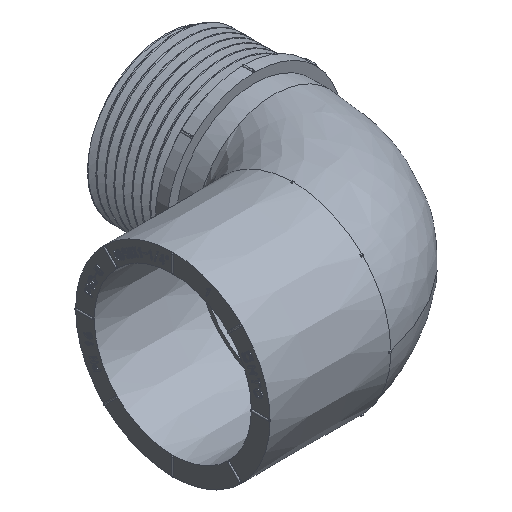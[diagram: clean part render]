
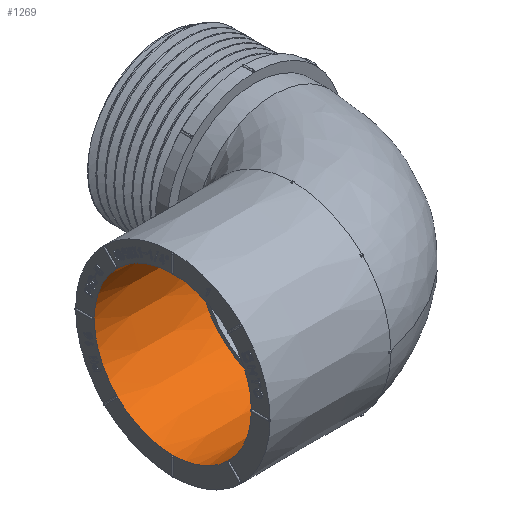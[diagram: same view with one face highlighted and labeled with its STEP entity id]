
A CAD part, isometric view. The second image highlights one B-rep face of the part: STEP entity #1269.
In plain terms, the highlighted conical face has half-angle 0.541 degrees and reference radius 19.95 mm.
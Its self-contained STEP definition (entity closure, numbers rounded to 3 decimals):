
#83=CONICAL_SURFACE('',#19726,19.95,0.541);
#1269=ADVANCED_FACE('',(#5597,#5598),#83,.F.);
#5377=CIRCLE('',#19617,20.2);
#5384=CIRCLE('',#19625,20.2);
#5389=CIRCLE('',#19631,20.2);
#5396=CIRCLE('',#19639,20.2);
#5406=CIRCLE('',#19650,20.2);
#5413=CIRCLE('',#19658,20.2);
#5418=CIRCLE('',#19664,20.2);
#5424=CIRCLE('',#19671,20.2);
#5459=CIRCLE('',#19725,19.95);
#5597=FACE_BOUND('',#5690,.T.);
#5598=FACE_BOUND('',#5691,.T.);
#5690=EDGE_LOOP('',(#7667,#7668,#7669,#7670,#7671,#7672,#7673,#7674));
#5691=EDGE_LOOP('',(#7675));
#7667=ORIENTED_EDGE('',*,*,#14844,.T.);
#7668=ORIENTED_EDGE('',*,*,#15458,.T.);
#7669=ORIENTED_EDGE('',*,*,#15472,.T.);
#7670=ORIENTED_EDGE('',*,*,#15464,.T.);
#7671=ORIENTED_EDGE('',*,*,#15362,.T.);
#7672=ORIENTED_EDGE('',*,*,#15329,.T.);
#7673=ORIENTED_EDGE('',*,*,#15163,.T.);
#7674=ORIENTED_EDGE('',*,*,#14990,.T.);
#7675=ORIENTED_EDGE('',*,*,#15619,.T.);
#12864=VERTEX_POINT('',#24901);
#12865=VERTEX_POINT('',#24903);
#13009=VERTEX_POINT('',#25830);
#13180=VERTEX_POINT('',#27142);
#13344=VERTEX_POINT('',#28229);
#13375=VERTEX_POINT('',#28412);
#13469=VERTEX_POINT('',#28988);
#13473=VERTEX_POINT('',#29000);
#13591=VERTEX_POINT('',#33678);
#14844=EDGE_CURVE('',#12865,#12864,#5377,.T.);
#14990=EDGE_CURVE('',#13009,#12865,#5384,.T.);
#15163=EDGE_CURVE('',#13180,#13009,#5389,.T.);
#15329=EDGE_CURVE('',#13344,#13180,#5396,.T.);
#15362=EDGE_CURVE('',#13375,#13344,#5406,.T.);
#15458=EDGE_CURVE('',#12864,#13469,#5413,.T.);
#15464=EDGE_CURVE('',#13473,#13375,#5418,.T.);
#15472=EDGE_CURVE('',#13469,#13473,#5424,.T.);
#15619=EDGE_CURVE('',#13591,#13591,#5459,.T.);
#19617=AXIS2_PLACEMENT_3D('',#24902,#20871,#20872);
#19625=AXIS2_PLACEMENT_3D('',#25829,#20890,#20891);
#19631=AXIS2_PLACEMENT_3D('',#27141,#20903,#20904);
#19639=AXIS2_PLACEMENT_3D('',#28228,#20922,#20923);
#19650=AXIS2_PLACEMENT_3D('',#28411,#20949,#20950);
#19658=AXIS2_PLACEMENT_3D('',#28989,#20968,#20969);
#19664=AXIS2_PLACEMENT_3D('',#28999,#20981,#20982);
#19671=AXIS2_PLACEMENT_3D('',#29013,#20997,#20998);
#19725=AXIS2_PLACEMENT_3D('',#33677,#21123,#21124);
#19726=AXIS2_PLACEMENT_3D('',#33679,#21125,#21126);
#20871=DIRECTION('',(-1.,0.,0.));
#20872=DIRECTION('',(0.,0.,1.));
#20890=DIRECTION('',(-1.,0.,0.));
#20891=DIRECTION('',(0.,0.,1.));
#20903=DIRECTION('',(-1.,0.,0.));
#20904=DIRECTION('',(0.,0.,1.));
#20922=DIRECTION('',(-1.,0.,0.));
#20923=DIRECTION('',(0.,0.,1.));
#20949=DIRECTION('',(-1.,0.,0.));
#20950=DIRECTION('',(0.,0.,1.));
#20968=DIRECTION('',(-1.,0.,0.));
#20969=DIRECTION('',(0.,0.,1.));
#20981=DIRECTION('',(-1.,0.,0.));
#20982=DIRECTION('',(0.,0.,1.));
#20997=DIRECTION('',(-1.,0.,0.));
#20998=DIRECTION('',(0.,0.,1.));
#21123=DIRECTION('',(1.,0.,0.));
#21124=DIRECTION('',(0.,0.,1.));
#21125=DIRECTION('',(-1.,0.,0.));
#21126=DIRECTION('',(0.,0.,1.));
#24901=CARTESIAN_POINT('',(-100.575,292.034,-318.259));
#24902=CARTESIAN_POINT('',(-100.575,277.75,-303.975));
#24903=CARTESIAN_POINT('',(-100.575,297.95,-303.975));
#25829=CARTESIAN_POINT('',(-100.575,277.75,-303.975));
#25830=CARTESIAN_POINT('',(-100.575,292.034,-289.691));
#27141=CARTESIAN_POINT('',(-100.575,277.75,-303.975));
#27142=CARTESIAN_POINT('',(-100.575,277.75,-283.775));
#28228=CARTESIAN_POINT('',(-100.575,277.75,-303.975));
#28229=CARTESIAN_POINT('',(-100.575,263.466,-289.691));
#28411=CARTESIAN_POINT('',(-100.575,277.75,-303.975));
#28412=CARTESIAN_POINT('',(-100.575,257.55,-303.975));
#28988=CARTESIAN_POINT('',(-100.575,277.75,-324.175));
#28989=CARTESIAN_POINT('',(-100.575,277.75,-303.975));
#28999=CARTESIAN_POINT('',(-100.575,277.75,-303.975));
#29000=CARTESIAN_POINT('',(-100.575,263.466,-318.259));
#29013=CARTESIAN_POINT('',(-100.575,277.75,-303.975));
#33677=CARTESIAN_POINT('',(-74.075,277.75,-303.975));
#33678=CARTESIAN_POINT('',(-74.075,277.75,-284.025));
#33679=CARTESIAN_POINT('',(-74.075,277.75,-303.975));
